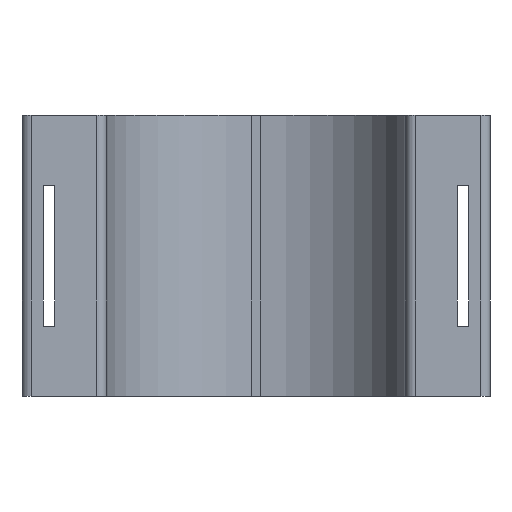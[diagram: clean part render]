
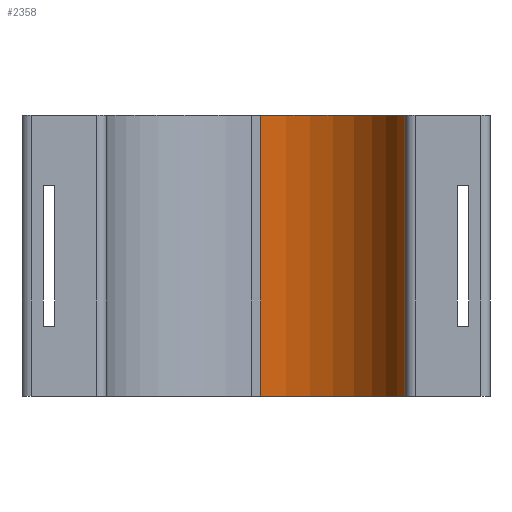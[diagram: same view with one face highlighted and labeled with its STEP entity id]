
A CAD part, left-side view. The second image highlights one B-rep face of the part: STEP entity #2358.
In plain terms, the highlighted cylindrical face has radius 15.5 mm (diameter 31 mm), a partial arc.
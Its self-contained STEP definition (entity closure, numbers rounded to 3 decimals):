
#232=FACE_OUTER_BOUND('',#371,.T.);
#371=EDGE_LOOP('',(#2038,#2039,#2040,#2041));
#578=LINE('',#4284,#787);
#579=LINE('',#4286,#788);
#787=VECTOR('',#3184,10.);
#788=VECTOR('',#3187,10.);
#878=CIRCLE('',#2492,15.5);
#916=CIRCLE('',#2578,15.5);
#1038=VERTEX_POINT('',#3974);
#1051=VERTEX_POINT('',#4002);
#1118=VERTEX_POINT('',#4232);
#1119=VERTEX_POINT('',#4234);
#1299=EDGE_CURVE('',#1051,#1038,#878,.T.);
#1414=EDGE_CURVE('',#1118,#1119,#916,.T.);
#1440=EDGE_CURVE('',#1118,#1038,#578,.T.);
#1441=EDGE_CURVE('',#1119,#1051,#579,.T.);
#2038=ORIENTED_EDGE('',*,*,#1414,.F.);
#2039=ORIENTED_EDGE('',*,*,#1440,.T.);
#2040=ORIENTED_EDGE('',*,*,#1299,.F.);
#2041=ORIENTED_EDGE('',*,*,#1441,.F.);
#2251=CYLINDRICAL_SURFACE('',#2597,15.5);
#2358=ADVANCED_FACE('',(#232),#2251,.F.);
#2492=AXIS2_PLACEMENT_3D('',#4004,#2876,#2877);
#2578=AXIS2_PLACEMENT_3D('',#4235,#3125,#3126);
#2597=AXIS2_PLACEMENT_3D('',#4285,#3185,#3186);
#2876=DIRECTION('center_axis',(0.,0.,-1.));
#2877=DIRECTION('ref_axis',(0.,-1.,0.));
#3125=DIRECTION('center_axis',(0.,0.,1.));
#3126=DIRECTION('ref_axis',(0.,-1.,0.));
#3184=DIRECTION('',(0.,0.,1.));
#3185=DIRECTION('center_axis',(0.,0.,1.));
#3186=DIRECTION('ref_axis',(0.,-1.,0.));
#3187=DIRECTION('',(0.,0.,1.));
#3974=CARTESIAN_POINT('',(-19.22,-16.,30.));
#4002=CARTESIAN_POINT('',(-3.72,-0.5,30.));
#4004=CARTESIAN_POINT('Origin',(-19.22,-0.5,30.));
#4232=CARTESIAN_POINT('',(-19.22,-16.,0.));
#4234=CARTESIAN_POINT('',(-3.72,-0.5,0.));
#4235=CARTESIAN_POINT('Origin',(-19.22,-0.5,0.));
#4284=CARTESIAN_POINT('',(-19.22,-16.,0.));
#4285=CARTESIAN_POINT('Origin',(-19.22,-0.5,0.));
#4286=CARTESIAN_POINT('',(-3.72,-0.5,0.));
